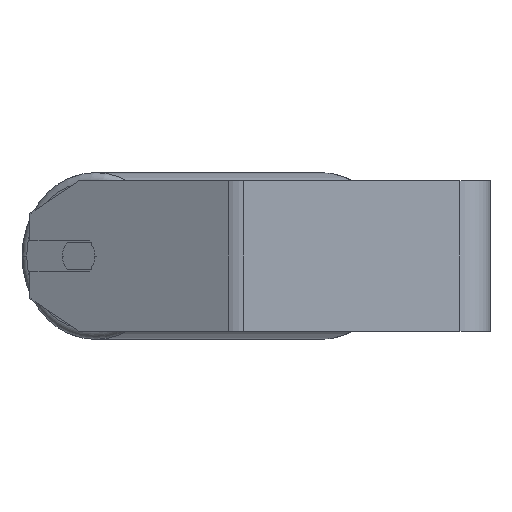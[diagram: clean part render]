
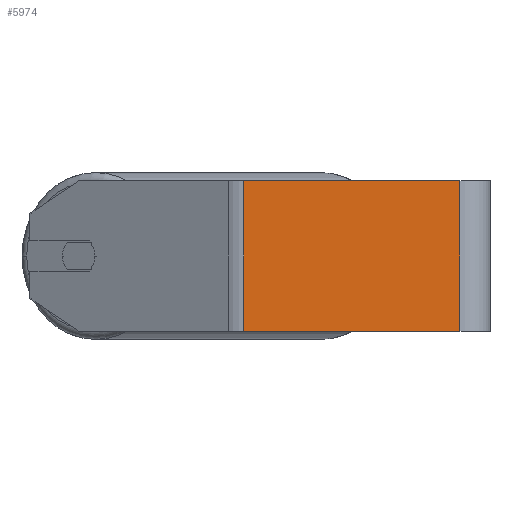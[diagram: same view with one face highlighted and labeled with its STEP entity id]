
A CAD part, left-side view. The second image highlights one B-rep face of the part: STEP entity #5974.
In plain terms, the highlighted planar face has unit normal (-1, 0, 0).
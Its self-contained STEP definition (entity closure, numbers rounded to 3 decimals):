
#112 = VECTOR ( 'NONE', #2892, 1000. ) ;
#128 = CARTESIAN_POINT ( 'NONE',  ( -300., 135.568, -40. ) ) ;
#160 = LINE ( 'NONE', #128, #3959 ) ;
#162 = CARTESIAN_POINT ( 'NONE',  ( -300., 16., 40. ) ) ;
#407 = AXIS2_PLACEMENT_3D ( 'NONE', #3596, #4234, #914 ) ;
#859 = CARTESIAN_POINT ( 'NONE',  ( -300., 16., -40. ) ) ;
#914 = DIRECTION ( 'NONE',  ( 0., 0., -1. ) ) ;
#1042 = ORIENTED_EDGE ( 'NONE', *, *, #5961, .T. ) ;
#1299 = VERTEX_POINT ( 'NONE', #4008 ) ;
#1656 = VECTOR ( 'NONE', #1972, 1000. ) ;
#1731 = CARTESIAN_POINT ( 'NONE',  ( -300., 131.281, 40. ) ) ;
#1972 = DIRECTION ( 'NONE',  ( 0., 0., -1. ) ) ;
#2065 = EDGE_CURVE ( 'NONE', #1299, #2746, #5572, .T. ) ;
#2204 = LINE ( 'NONE', #4889, #5877 ) ;
#2247 = DIRECTION ( 'NONE',  ( 0., -1., 0. ) ) ;
#2343 = ORIENTED_EDGE ( 'NONE', *, *, #2948, .F. ) ;
#2574 = CARTESIAN_POINT ( 'NONE',  ( -300., 131.281, 40. ) ) ;
#2746 = VERTEX_POINT ( 'NONE', #859 ) ;
#2892 = DIRECTION ( 'NONE',  ( 0., 0., -1. ) ) ;
#2948 = EDGE_CURVE ( 'NONE', #5905, #1299, #2204, .T. ) ;
#3540 = EDGE_LOOP ( 'NONE', ( #3782, #5714, #2343, #1042 ) ) ;
#3596 = CARTESIAN_POINT ( 'NONE',  ( -300., 135.568, 40. ) ) ;
#3668 = FACE_OUTER_BOUND ( 'NONE', #3540, .T. ) ;
#3700 = EDGE_CURVE ( 'NONE', #6980, #2746, #160, .T. ) ;
#3782 = ORIENTED_EDGE ( 'NONE', *, *, #3700, .T. ) ;
#3959 = VECTOR ( 'NONE', #2247, 1000. ) ;
#4008 = CARTESIAN_POINT ( 'NONE',  ( -300., 16., 40. ) ) ;
#4234 = DIRECTION ( 'NONE',  ( 1., 0., 0. ) ) ;
#4388 = DIRECTION ( 'NONE',  ( 0., -1., 0. ) ) ;
#4797 = LINE ( 'NONE', #2574, #1656 ) ;
#4889 = CARTESIAN_POINT ( 'NONE',  ( -300., 135.568, 40. ) ) ;
#5329 = PLANE ( 'NONE',  #407 ) ;
#5372 = CARTESIAN_POINT ( 'NONE',  ( -300., 131.281, -40. ) ) ;
#5572 = LINE ( 'NONE', #162, #112 ) ;
#5714 = ORIENTED_EDGE ( 'NONE', *, *, #2065, .F. ) ;
#5877 = VECTOR ( 'NONE', #4388, 1000. ) ;
#5905 = VERTEX_POINT ( 'NONE', #1731 ) ;
#5961 = EDGE_CURVE ( 'NONE', #5905, #6980, #4797, .T. ) ;
#5974 = ADVANCED_FACE ( 'NONE', ( #3668 ), #5329, .F. ) ;
#6980 = VERTEX_POINT ( 'NONE', #5372 ) ;
